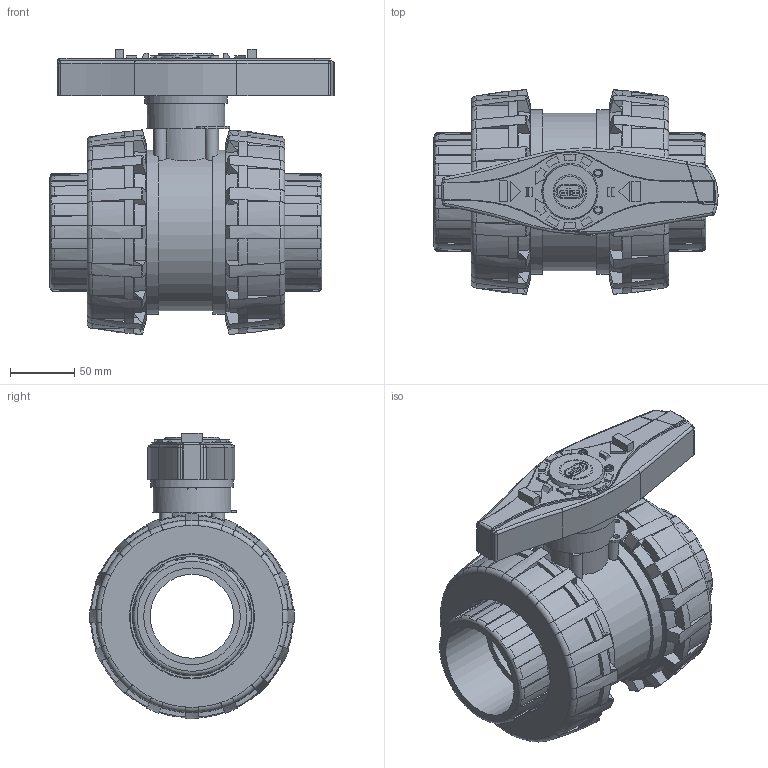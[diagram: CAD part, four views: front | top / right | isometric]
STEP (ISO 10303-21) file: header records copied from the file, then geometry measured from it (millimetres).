
FILE_DESCRIPTION(/* description */ (''),/* implementation_level */ '2;1');
FILE_NAME(/* name */ 'VXEIV075E.iam.stp',/* time_stamp */ '2014-06-09T14:31:52+02:00',/* author */ ('cmolini'),/* organization */ (''),/* preprocessor_version */ 'ST-DEVELOPER v15.6',/* originating_system */ 'Autodesk Inventor 2015',/* authorisation */ '');
FILE_SCHEMA (('AUTOMOTIVE_DESIGN { 1 0 10303 214 3 1 1 }'));
Length unit declared in the file: millimetre
Products named in the file (7): corpo valvola VEE 75; ENDIV075; NTVXE075V; MANIGLIA VXE-75; MOZZO-VXE-75-110; Piastrina 40; VXEIV075E
Bounding box: 220.5 x 158.91 x 221.45 mm (x, y, z)
Volume: 2370585.8 mm3; surface area: 357413.6 mm2
Topology: 8 solids, 8 shells, 924 faces, 2574 edges, 1695 vertices
Faces by surface type: plane 355, cone 200, torus 190, cylinder 107, bspline 68, sphere 4
Full cylindrical faces by diameter (mm): 4.5 x2, 24 x1, 26.1 x1, 35 x1, 60.542 x1, 64 x1, 65 x3, 75 x2, 96 x2, 99.945 x2, 112.5 x2, 122.7 x2, 127.5 x2, 128.1 x2
Entity records: 22932 total; most frequent: CARTESIAN_POINT 8073, ORIENTED_EDGE 3214, DIRECTION 2907, EDGE_CURVE 1607, AXIS2_PLACEMENT_3D 1129, VERTEX_POINT 1072, EDGE_LOOP 671, LINE 649
